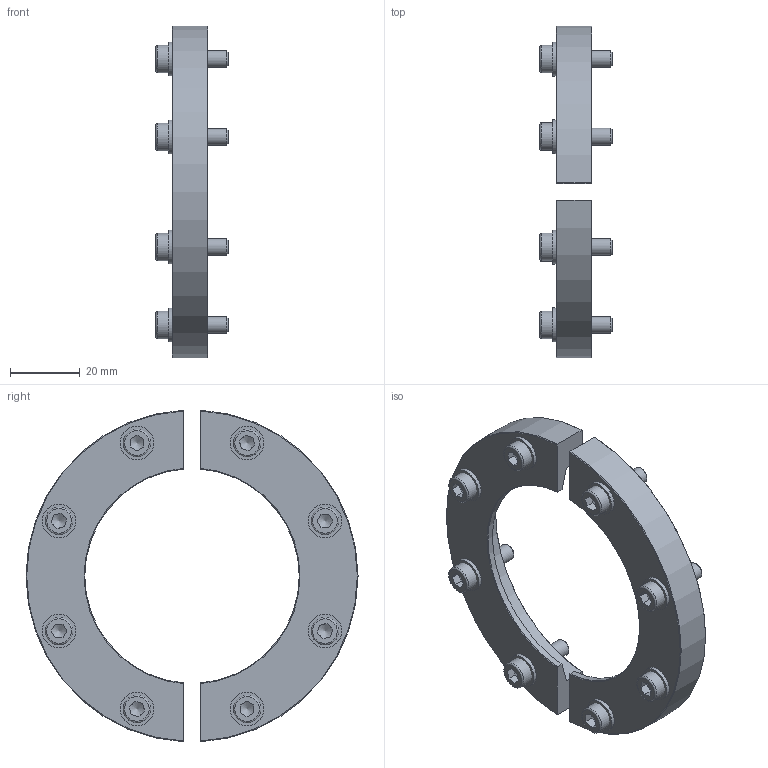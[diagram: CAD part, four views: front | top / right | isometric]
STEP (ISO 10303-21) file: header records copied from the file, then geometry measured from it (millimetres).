
FILE_DESCRIPTION(/* description */ ('Unknown'),/* implementation_level */ '2;1');
FILE_NAME(/* name */ 'QF50-200-BC',/* time_stamp */ '2017-05-02T14:15:39-04:00',/* author */ ('Unknown'),/* organization */ ('Unknown'),/* preprocessor_version */ 'ST-DEVELOPER v16.7',/* originating_system */ 'DEX',/* authorisation */ $);
FILE_SCHEMA (('AUTOMOTIVE_DESIGN {1 0 10303 214 3 1 1}'));
Length unit declared in the file: millimetre
Products named in the file (4): QF50-200-BC; WASHER #10; SOCKET HEAD CAP SCREW #10-32
Assembly tree (17 placements, depth 2):
  QF50-200-BC
    QF50-200-BC
    WASHER #10  x8
    SOCKET HEAD CAP SCREW #10-32  x8
Bounding box: 20.7 x 95.2 x 95.07 mm (x, y, z)
Volume: 33282.6 mm3; surface area: 19229.8 mm2
Topology: 18 solids, 18 shells, 202 faces, 450 edges, 292 vertices
Faces by surface type: plane 96, cylinder 46, cone 44, torus 16
Full cylindrical faces by diameter (mm): 4.826 x8, 5.3 x8, 5.4 x8, 7.925 x8, 9.7 x8
Entity records: 2039 total; most frequent: DIRECTION 356, CARTESIAN_POINT 334, ORIENTED_EDGE 254, AXIS2_PLACEMENT_3D 152, EDGE_CURVE 127, FACE_BOUND 121, EDGE_LOOP 120, VERTEX_POINT 100
